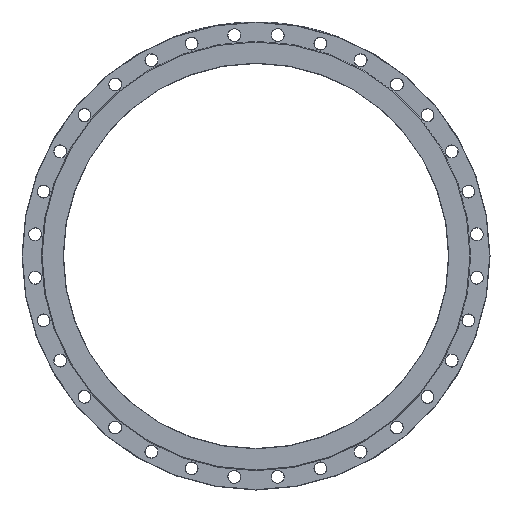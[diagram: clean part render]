
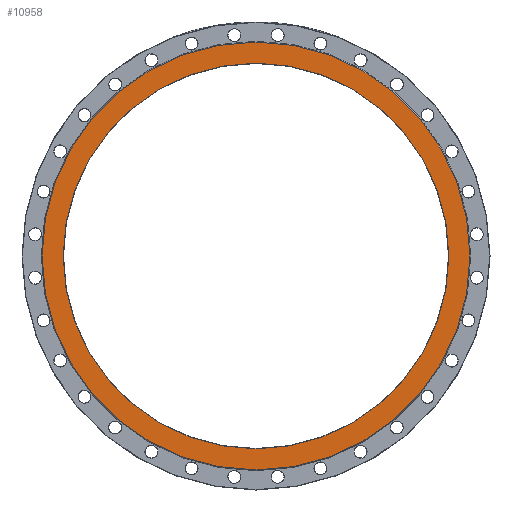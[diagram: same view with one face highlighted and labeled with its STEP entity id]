
A CAD part, left-side view. The second image highlights one B-rep face of the part: STEP entity #10958.
In plain terms, the highlighted planar face has unit normal (-1, 0, 0).
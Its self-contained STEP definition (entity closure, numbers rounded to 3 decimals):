
#24 = FACE_BOUND ( 'NONE', #12080, .T. ) ;
#83 = CIRCLE ( 'NONE', #11825, 599.5 ) ;
#85 = DIRECTION ( 'NONE',  ( 1., 0., 0. ) ) ;
#590 = CIRCLE ( 'NONE', #9900, 665. ) ;
#914 = FACE_OUTER_BOUND ( 'NONE', #11381, .T. ) ;
#977 = CARTESIAN_POINT ( 'NONE',  ( 0., 598.5, 0. ) ) ;
#1353 = EDGE_CURVE ( 'NONE', #2676, #2676, #83, .T. ) ;
#2676 = VERTEX_POINT ( 'NONE', #3874 ) ;
#3117 = VERTEX_POINT ( 'NONE', #5983 ) ;
#3826 = CARTESIAN_POINT ( 'NONE',  ( 0., 0., 0. ) ) ;
#3874 = CARTESIAN_POINT ( 'NONE',  ( 0., 0., -599.5 ) ) ;
#4503 = AXIS2_PLACEMENT_3D ( 'NONE', #977, #4773, #8764 ) ;
#4773 = DIRECTION ( 'NONE',  ( 1., 0., 0. ) ) ;
#5699 = EDGE_CURVE ( 'NONE', #3117, #3117, #590, .T. ) ;
#5875 = DIRECTION ( 'NONE',  ( 0., 0., 1. ) ) ;
#5983 = CARTESIAN_POINT ( 'NONE',  ( 0., 0., 665. ) ) ;
#6351 = ORIENTED_EDGE ( 'NONE', *, *, #1353, .T. ) ;
#7681 = CARTESIAN_POINT ( 'NONE',  ( 0., 0., 0. ) ) ;
#7735 = ORIENTED_EDGE ( 'NONE', *, *, #5699, .T. ) ;
#8504 = DIRECTION ( 'NONE',  ( 0., 0., -1. ) ) ;
#8764 = DIRECTION ( 'NONE',  ( 0., 0., -1. ) ) ;
#9848 = PLANE ( 'NONE',  #4503 ) ;
#9900 = AXIS2_PLACEMENT_3D ( 'NONE', #3826, #11645, #5875 ) ;
#10958 = ADVANCED_FACE ( 'NONE', ( #24, #914 ), #9848, .F. ) ;
#11381 = EDGE_LOOP ( 'NONE', ( #7735 ) ) ;
#11645 = DIRECTION ( 'NONE',  ( -1., 0., 0. ) ) ;
#11825 = AXIS2_PLACEMENT_3D ( 'NONE', #7681, #85, #8504 ) ;
#12080 = EDGE_LOOP ( 'NONE', ( #6351 ) ) ;
